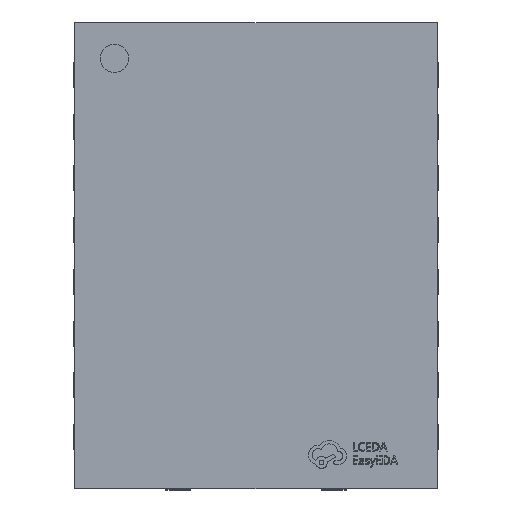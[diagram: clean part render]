
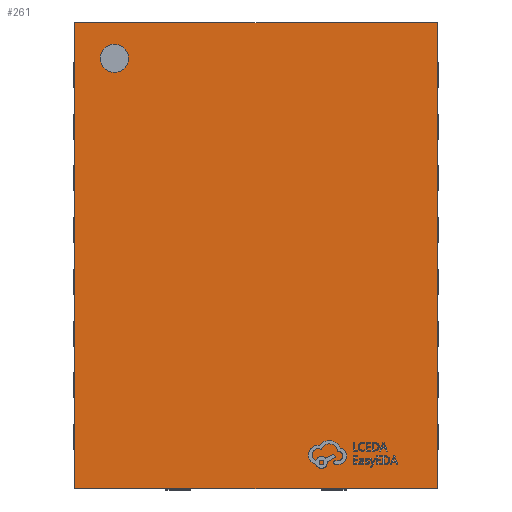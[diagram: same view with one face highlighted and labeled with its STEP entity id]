
A CAD part, top view. The second image highlights one B-rep face of the part: STEP entity #261.
In plain terms, the highlighted planar face has unit normal (0, 0, 1).
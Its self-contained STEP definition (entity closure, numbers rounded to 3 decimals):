
#127 = EDGE_CURVE ( 'NONE', #3383, #15572, #5163, .T. ) ;
#137 = EDGE_CURVE ( 'NONE', #4901, #3463, #3658, .T. ) ;
#261 = ADVANCED_FACE ( 'NONE', ( #9722, #19328 ), #21082, .T. ) ;
#400 = DIRECTION ( 'NONE',  ( 0., 0., 1. ) ) ;
#727 = DIRECTION ( 'NONE',  ( 1., 0., 0. ) ) ;
#1238 = EDGE_CURVE ( 'NONE', #4879, #3383, #15292, .T. ) ;
#1402 = DIRECTION ( 'NONE',  ( 0., -1., 0. ) ) ;
#2681 = DIRECTION ( 'NONE',  ( 1., 0., 0. ) ) ;
#3157 = LINE ( 'NONE', #4773, #11438 ) ;
#3383 = VERTEX_POINT ( 'NONE', #11768 ) ;
#3463 = VERTEX_POINT ( 'NONE', #4186 ) ;
#3577 = CARTESIAN_POINT ( 'NONE',  ( 1.75, 2.25, 0.9 ) ) ;
#3658 = CIRCLE ( 'NONE', #13010, 0.136 ) ;
#3691 = CARTESIAN_POINT ( 'NONE',  ( -1.75, -2.25, 0.9 ) ) ;
#3976 = EDGE_CURVE ( 'NONE', #11844, #4879, #3157, .T. ) ;
#4186 = CARTESIAN_POINT ( 'NONE',  ( -1.504, 1.908, 0.9 ) ) ;
#4675 = VECTOR ( 'NONE', #12431, 1000. ) ;
#4720 = CARTESIAN_POINT ( 'NONE',  ( 0., 0., 0.9 ) ) ;
#4773 = CARTESIAN_POINT ( 'NONE',  ( -1.75, 2.25, 0.9 ) ) ;
#4879 = VERTEX_POINT ( 'NONE', #3691 ) ;
#4901 = VERTEX_POINT ( 'NONE', #16578 ) ;
#4934 = EDGE_CURVE ( 'NONE', #3463, #4901, #7040, .T. ) ;
#5163 = LINE ( 'NONE', #3577, #4675 ) ;
#5999 = DIRECTION ( 'NONE',  ( -1., 0., 0. ) ) ;
#6209 = VECTOR ( 'NONE', #5999, 1000. ) ;
#6616 = EDGE_LOOP ( 'NONE', ( #19323, #10472, #13091, #13946 ) ) ;
#7003 = DIRECTION ( 'NONE',  ( 1., 0., 0. ) ) ;
#7023 = CARTESIAN_POINT ( 'NONE',  ( -1.75, -2.25, 0.9 ) ) ;
#7040 = CIRCLE ( 'NONE', #10871, 0.136 ) ;
#7089 = AXIS2_PLACEMENT_3D ( 'NONE', #4720, #11221, #13093 ) ;
#7220 = CARTESIAN_POINT ( 'NONE',  ( 1.75, 2.25, 0.9 ) ) ;
#7430 = CARTESIAN_POINT ( 'NONE',  ( -1.367, 1.908, 0.9 ) ) ;
#7445 = LINE ( 'NONE', #8972, #6209 ) ;
#7922 = ORIENTED_EDGE ( 'NONE', *, *, #4934, .F. ) ;
#8323 = CARTESIAN_POINT ( 'NONE',  ( -1.367, 1.908, 0.9 ) ) ;
#8972 = CARTESIAN_POINT ( 'NONE',  ( -1.75, 2.25, 0.9 ) ) ;
#9722 = FACE_BOUND ( 'NONE', #12630, .T. ) ;
#10472 = ORIENTED_EDGE ( 'NONE', *, *, #14650, .T. ) ;
#10871 = AXIS2_PLACEMENT_3D ( 'NONE', #8323, #400, #7003 ) ;
#11221 = DIRECTION ( 'NONE',  ( 0., 0., 1. ) ) ;
#11438 = VECTOR ( 'NONE', #1402, 1000. ) ;
#11768 = CARTESIAN_POINT ( 'NONE',  ( 1.75, -2.25, 0.9 ) ) ;
#11844 = VERTEX_POINT ( 'NONE', #21289 ) ;
#12431 = DIRECTION ( 'NONE',  ( 0., 1., 0. ) ) ;
#12630 = EDGE_LOOP ( 'NONE', ( #21267, #7922 ) ) ;
#13010 = AXIS2_PLACEMENT_3D ( 'NONE', #7430, #17223, #2681 ) ;
#13091 = ORIENTED_EDGE ( 'NONE', *, *, #3976, .T. ) ;
#13093 = DIRECTION ( 'NONE',  ( 1., 0., 0. ) ) ;
#13946 = ORIENTED_EDGE ( 'NONE', *, *, #1238, .T. ) ;
#14650 = EDGE_CURVE ( 'NONE', #15572, #11844, #7445, .T. ) ;
#14755 = VECTOR ( 'NONE', #727, 1000. ) ;
#15292 = LINE ( 'NONE', #7023, #14755 ) ;
#15572 = VERTEX_POINT ( 'NONE', #7220 ) ;
#16578 = CARTESIAN_POINT ( 'NONE',  ( -1.231, 1.908, 0.9 ) ) ;
#17223 = DIRECTION ( 'NONE',  ( 0., 0., 1. ) ) ;
#19323 = ORIENTED_EDGE ( 'NONE', *, *, #127, .T. ) ;
#19328 = FACE_OUTER_BOUND ( 'NONE', #6616, .T. ) ;
#21082 = PLANE ( 'NONE',  #7089 ) ;
#21267 = ORIENTED_EDGE ( 'NONE', *, *, #137, .F. ) ;
#21289 = CARTESIAN_POINT ( 'NONE',  ( -1.75, 2.25, 0.9 ) ) ;
